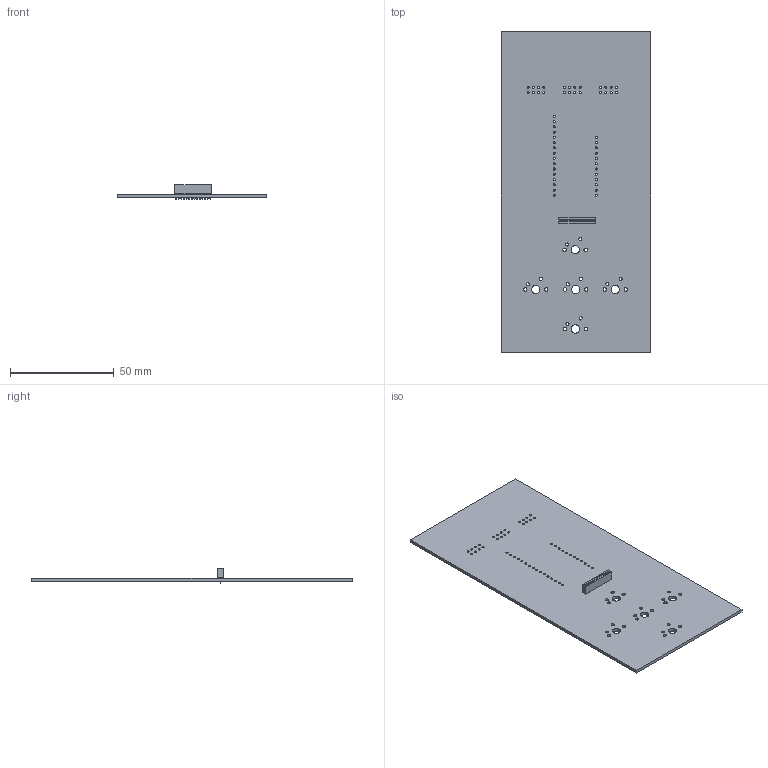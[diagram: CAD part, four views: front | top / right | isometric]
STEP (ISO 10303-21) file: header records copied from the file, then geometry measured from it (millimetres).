
FILE_DESCRIPTION(('KiCad electronic assembly'),'2;1');
FILE_NAME('Marauder.step','2025-11-15T15:05:31',('Pcbnew'),('Kicad'), 'Open CASCADE STEP processor 7.9','KiCad to STEP converter','Unknown' );
FILE_SCHEMA(('AUTOMOTIVE_DESIGN { 1 0 10303 214 1 1 1 1 }'));
Length unit declared in the file: millimetre
Products named in the file (3): Marauder 1; PinSocket_1x14_P1.27mm_Vertical; Marauder_PCB
Assembly tree (2 placements, depth 2):
  Marauder 1
    PinSocket_1x14_P1.27mm_Vertical
    Marauder_PCB
Bounding box: 72 x 154.5 x 7 mm (x, y, z)
Volume: 16755.1 mm3; surface area: 23608.8 mm2
Topology: 2 solids, 2 shells, 471 faces, 1261 edges, 822 vertices
Faces by surface type: plane 380, cylinder 91
Full cylindrical faces by diameter (mm): 0.7 x14, 1 x52, 1.5 x10, 1.7 x10, 4 x5
Entity records: 19283 total; most frequent: CARTESIAN_POINT 2557, ORIENTED_EDGE 2522, DIRECTION 2391, EDGE_CURVE 1261, LINE 1079, VECTOR 1079, VERTEX_POINT 822, FACE_BOUND 681
